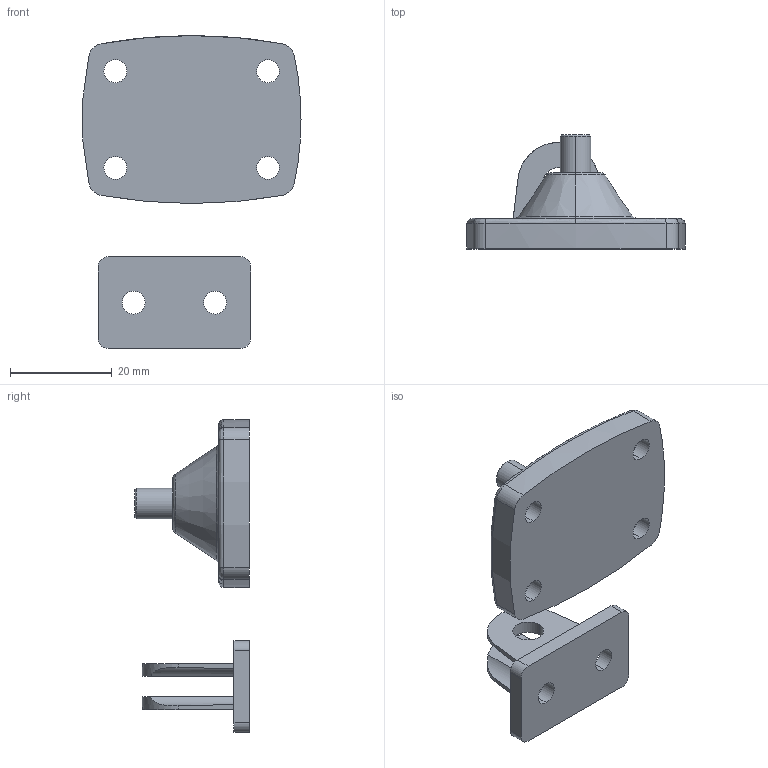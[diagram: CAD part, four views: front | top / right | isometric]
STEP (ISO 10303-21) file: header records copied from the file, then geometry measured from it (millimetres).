
FILE_DESCRIPTION (( 'STEP AP203' ), '1' );
FILE_NAME ('084.528.003.STEP', '2013-01-28T10:56:34', ( 'Alusic' ), ( 'Alusic' ), 'SwSTEP 2.0', 'SolidWorks 2011', '' );
FILE_SCHEMA (( 'CONFIG_CONTROL_DESIGN' ));
Length unit declared in the file: millimetre
Products named in the file (3): 084.528.003; P93; P89
Assembly tree (2 placements, depth 2):
  084.528.003
    P89
    P93
Bounding box: 42.85 x 22.5 x 61.47 mm (x, y, z)
Volume: 11888.8 mm3; surface area: 6710.3 mm2
Topology: 3 solids, 3 shells, 87 faces, 208 edges, 134 vertices
Faces by surface type: cylinder 47, plane 23, bspline 13, cone 4
Entity records: 3474 total; most frequent: CARTESIAN_POINT 1171, DIRECTION 425, ORIENTED_EDGE 416, EDGE_CURVE 208, AXIS2_PLACEMENT_3D 174, VERTEX_POINT 134, EDGE_LOOP 110, CIRCLE 95
